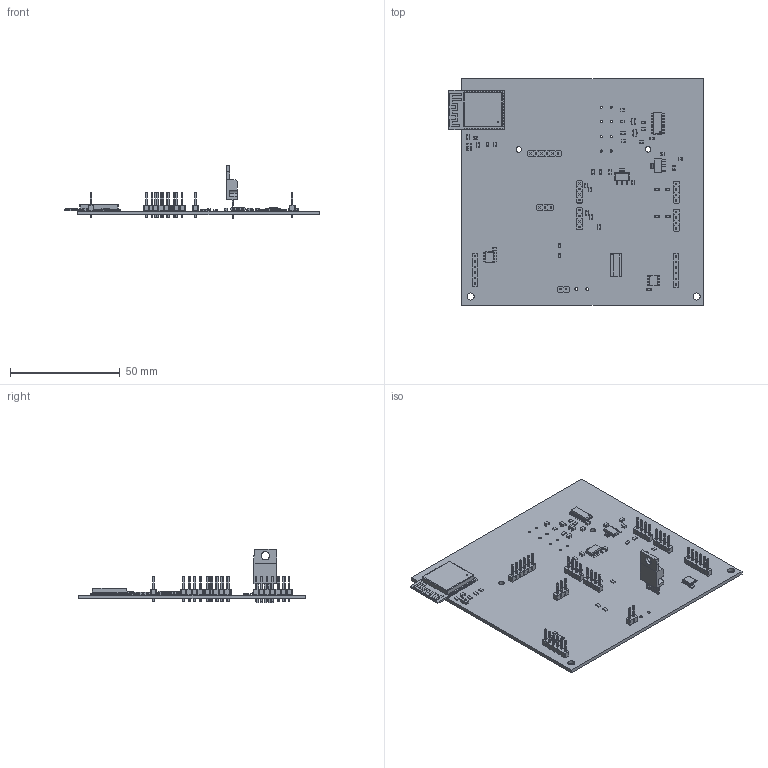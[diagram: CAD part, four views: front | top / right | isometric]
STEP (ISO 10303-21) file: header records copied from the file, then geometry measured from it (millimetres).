
FILE_DESCRIPTION(('KiCad electronic assembly'),'2;1');
FILE_NAME('Voiture.step','2025-05-15T15:53:16',('Pcbnew'),('Kicad'), 'Open CASCADE STEP processor 7.8','KiCad to STEP converter','Unknown' );
FILE_SCHEMA(('AUTOMOTIVE_DESIGN { 1 0 10303 214 1 1 1 1 }'));
Length unit declared in the file: millimetre
Products named in the file (28): Voiture 1; C_0805_2012Metric; PinHeader_1x04_P2.54mm_Vertical; PinHeader_1x04_P254mm_Vertical; PinHeader_1x06_P2.54mm_Vertical; PinHeader_1x06_P254mm_Vertical; ESP32-S3-WROOM-1; R_0805_2012Metric; LED_0805_2012Metric; TO-220-5_Vertical; TO_220_5_Pentawatt_Multiwatt_5_Vertical; SOT-23; SOT_23; PinHeader_1x02_P2.54mm_Vertical; PinHeader_1x02_P254mm_Vertical; Texas_HTSOP-8-1EP_3.9x4.9mm_P1.27mm_EP2.85x4.9mm_Mask2.4x3.1mm_
ThermalVias; Texas_HTSOP_8_1EP_39x49mm_P127mm_EP285x49mm_Mask24x31mm_ThermalVias; SOT-223; SOT_223; SOIC-16_3.9x9.9mm_P1.27mm; SOIC_16_39x99mm_P127mm; PinHeader_1x03_P2.54mm_Vertical; PinHeader_1x03_P254mm_Vertical; _autosave-Voiture_PCB
Assembly tree (67 placements, depth 3):
  Voiture 1
    C_0805_2012Metric  x12
      C_0805_2012Metric
    PinHeader_1x04_P2.54mm_Vertical  x4
      PinHeader_1x04_P254mm_Vertical
    PinHeader_1x06_P2.54mm_Vertical  x3
      PinHeader_1x06_P254mm_Vertical
    ESP32-S3-WROOM-1
      ESP32-S3-WROOM-1
    R_0805_2012Metric  x22
      R_0805_2012Metric
    LED_0805_2012Metric
      LED_0805_2012Metric
    TO-220-5_Vertical
      TO_220_5_Pentawatt_Multiwatt_5_Vertical
    SOT-23  x2
      SOT_23
    PinHeader_1x02_P2.54mm_Vertical
      PinHeader_1x02_P254mm_Vertical
    Texas_HTSOP-8-1EP_3.9x4.9mm_P1.27mm_EP2.85x4.9mm_Mask2.4x3.1mm_
ThermalVias  x2
      Texas_HTSOP_8_1EP_39x49mm_P127mm_EP285x49mm_Mask24x31mm_ThermalVias
    SOT-223  x2
      SOT_223
    SOIC-16_3.9x9.9mm_P1.27mm
      SOIC_16_39x99mm_P127mm
    PinHeader_1x03_P2.54mm_Vertical
      PinHeader_1x03_P254mm_Vertical
    _autosave-Voiture_PCB
Bounding box: 115.91 x 103.25 x 24.4 mm (x, y, z)
Volume: 20601.2 mm3; surface area: 29123 mm2
Topology: 105 solids, 105 shells, 4258 faces, 10538 edges, 6608 vertices
Faces by surface type: plane 3373, cylinder 691, bspline 190, sphere 4
Full cylindrical faces by diameter (mm): 0.2 x14, 0.33 x12, 0.5 x1, 0.6 x1, 0.991 x8, 1 x39, 1.1 x5, 1.295 x2, 1.5 x1, 2.5 x2, 3.2 x2, 3.8 x1
Entity records: 89534 total; most frequent: CARTESIAN_POINT 12924, ORIENTED_EDGE 12218, DIRECTION 11559, EDGE_CURVE 6109, LINE 5337, VECTOR 5337, VERTEX_POINT 3792, AXIS2_PLACEMENT_3D 3111
